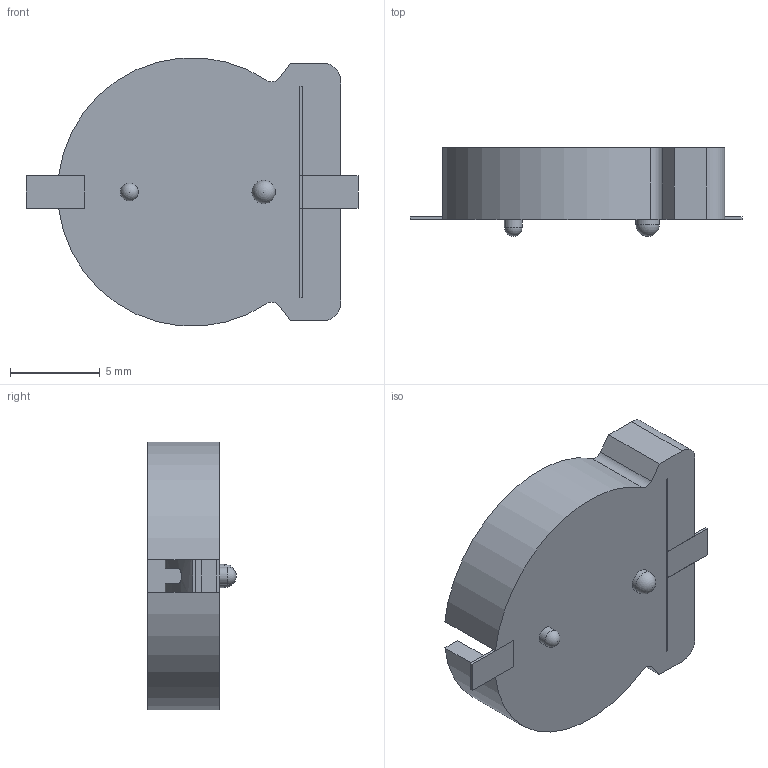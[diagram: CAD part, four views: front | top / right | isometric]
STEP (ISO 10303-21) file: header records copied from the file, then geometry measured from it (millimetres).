
FILE_DESCRIPTION(/* description */ (''),/* implementation_level */ '2;1');
FILE_NAME(/* name */ 'CR1220_Holder_SMT v2.step',/* time_stamp */ '2018-05-17T09:31:42+08:00',/* author */ ('thelithcore'),/* organization */ (''),/* preprocessor_version */ 'ST-DEVELOPER v17',/* originating_system */ 'Autodesk Translation Framework v7.1.0.215',/* authorisation */ '');
FILE_SCHEMA (('AUTOMOTIVE_DESIGN { 1 0 10303 214 3 1 1 }'));
Length unit declared in the file: millimetre
Products named in the file (1): CR1220_Holder_SMT
Bounding box: 18.54 x 4.94 x 14.95 mm (x, y, z)
Volume: 427.6 mm3; surface area: 1006.3 mm2
Topology: 6 solids, 6 shells, 109 faces, 291 edges, 194 vertices
Faces by surface type: plane 89, cylinder 15, bspline 3, sphere 2
Full cylindrical faces by diameter (mm): 1 x1, 1.3 x1
Entity records: 4046 total; most frequent: CARTESIAN_POINT 1288, ORIENTED_EDGE 578, DIRECTION 521, EDGE_CURVE 289, LINE 239, VECTOR 239, VERTEX_POINT 194, AXIS2_PLACEMENT_3D 141
